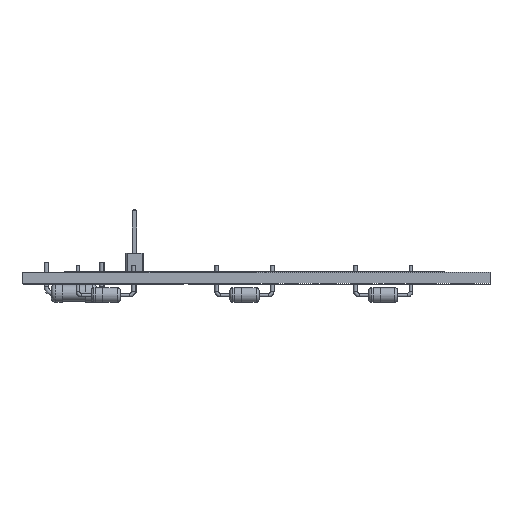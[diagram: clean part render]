
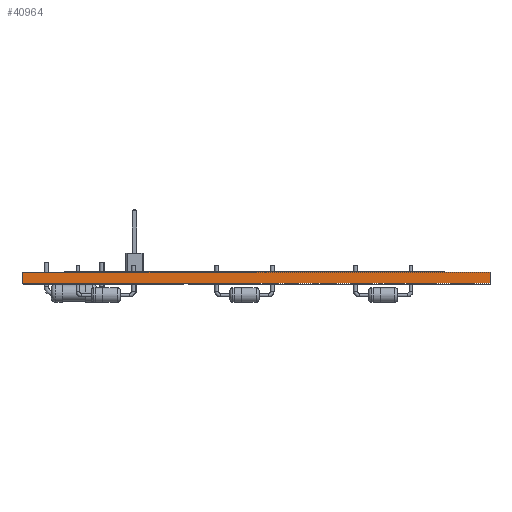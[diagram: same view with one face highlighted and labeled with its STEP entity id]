
A CAD part, front view. The second image highlights one B-rep face of the part: STEP entity #40964.
In plain terms, the highlighted planar face has unit normal (0, -1, 0).
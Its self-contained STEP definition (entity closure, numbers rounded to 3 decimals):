
#40964 = ADVANCED_FACE('',(#40965),#40999,.T.);
#40965 = FACE_BOUND('',#40966,.T.);
#40966 = EDGE_LOOP('',(#40967,#40977,#40985,#40993));
#40967 = ORIENTED_EDGE('',*,*,#40968,.T.);
#40968 = EDGE_CURVE('',#40969,#40971,#40973,.T.);
#40969 = VERTEX_POINT('',#40970);
#40970 = CARTESIAN_POINT('',(227.274,-140.061,0.));
#40971 = VERTEX_POINT('',#40972);
#40972 = CARTESIAN_POINT('',(227.274,-140.061,1.51));
#40973 = LINE('',#40974,#40975);
#40974 = CARTESIAN_POINT('',(227.274,-140.061,0.));
#40975 = VECTOR('',#40976,1.);
#40976 = DIRECTION('',(0.,0.,1.));
#40977 = ORIENTED_EDGE('',*,*,#40978,.T.);
#40978 = EDGE_CURVE('',#40971,#40979,#40981,.T.);
#40979 = VERTEX_POINT('',#40980);
#40980 = CARTESIAN_POINT('',(163.044,-140.061,1.51));
#40981 = LINE('',#40982,#40983);
#40982 = CARTESIAN_POINT('',(227.274,-140.061,1.51));
#40983 = VECTOR('',#40984,1.);
#40984 = DIRECTION('',(-1.,0.,0.));
#40985 = ORIENTED_EDGE('',*,*,#40986,.F.);
#40986 = EDGE_CURVE('',#40987,#40979,#40989,.T.);
#40987 = VERTEX_POINT('',#40988);
#40988 = CARTESIAN_POINT('',(163.044,-140.061,0.));
#40989 = LINE('',#40990,#40991);
#40990 = CARTESIAN_POINT('',(163.044,-140.061,0.));
#40991 = VECTOR('',#40992,1.);
#40992 = DIRECTION('',(0.,0.,1.));
#40993 = ORIENTED_EDGE('',*,*,#40994,.F.);
#40994 = EDGE_CURVE('',#40969,#40987,#40995,.T.);
#40995 = LINE('',#40996,#40997);
#40996 = CARTESIAN_POINT('',(227.274,-140.061,0.));
#40997 = VECTOR('',#40998,1.);
#40998 = DIRECTION('',(-1.,0.,0.));
#40999 = PLANE('',#41000);
#41000 = AXIS2_PLACEMENT_3D('',#41001,#41002,#41003);
#41001 = CARTESIAN_POINT('',(227.274,-140.061,0.));
#41002 = DIRECTION('',(0.,-1.,0.));
#41003 = DIRECTION('',(-1.,0.,0.));
